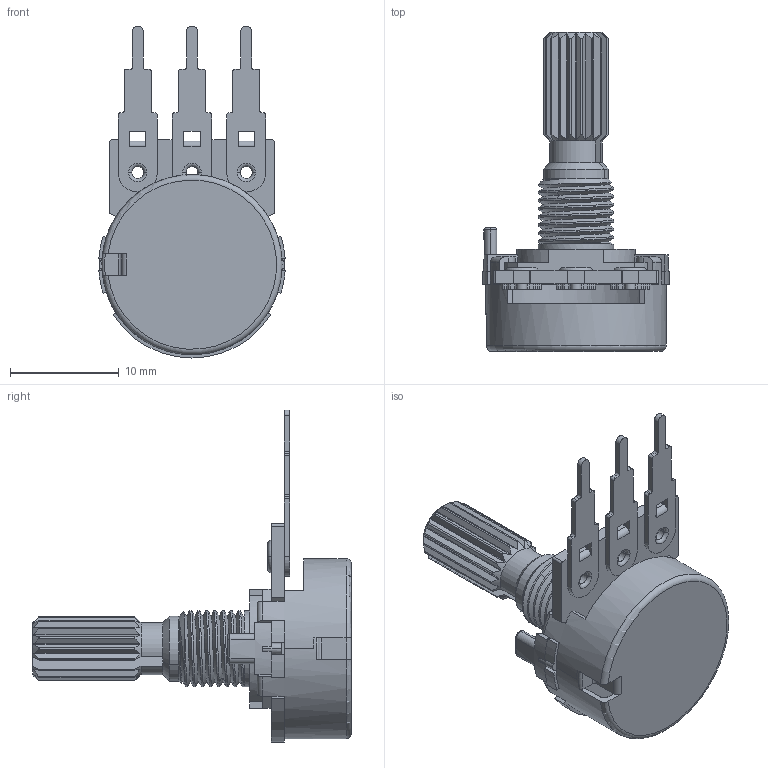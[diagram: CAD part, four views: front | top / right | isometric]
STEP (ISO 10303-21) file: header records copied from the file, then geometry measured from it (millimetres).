
FILE_DESCRIPTION((''),'2;1');
FILE_NAME('ASMF16KN2_ASM','2017-04-26T',('eng05'),(''),'PRO/ENGINEER BY PARAMETRIC TECHNOLOGY CORPORATION, 2012480','PRO/ENGINEER BY PARAMETRIC TECHNOLOGY CORPORATION, 2012480','');
FILE_SCHEMA(('CONFIG_CONTROL_DESIGN'));
Length unit declared in the file: millimetre
Products named in the file (6): 12702-8; 12157; 12273; 12658F; 13005; ASMF16KN2_ASM
Assembly tree (7 placements, depth 2):
  ASMF16KN2_ASM
    12702-8
    12157
    12273  x3
    12658F
    13005
Bounding box: 17.17 x 29.4 x 30.6 mm (x, y, z)
Volume: 1353.3 mm3; surface area: 3355.1 mm2
Topology: 7 solids, 7 shells, 400 faces, 1094 edges, 712 vertices
Faces by surface type: plane 198, cylinder 154, torus 30, cone 10, bspline 8
Entity records: 13229 total; most frequent: CARTESIAN_POINT 5192, ORIENTED_EDGE 1752, DIRECTION 1540, EDGE_CURVE 876, VERTEX_POINT 572, AXIS2_PLACEMENT_3D 548, VECTOR 444, LINE 444
